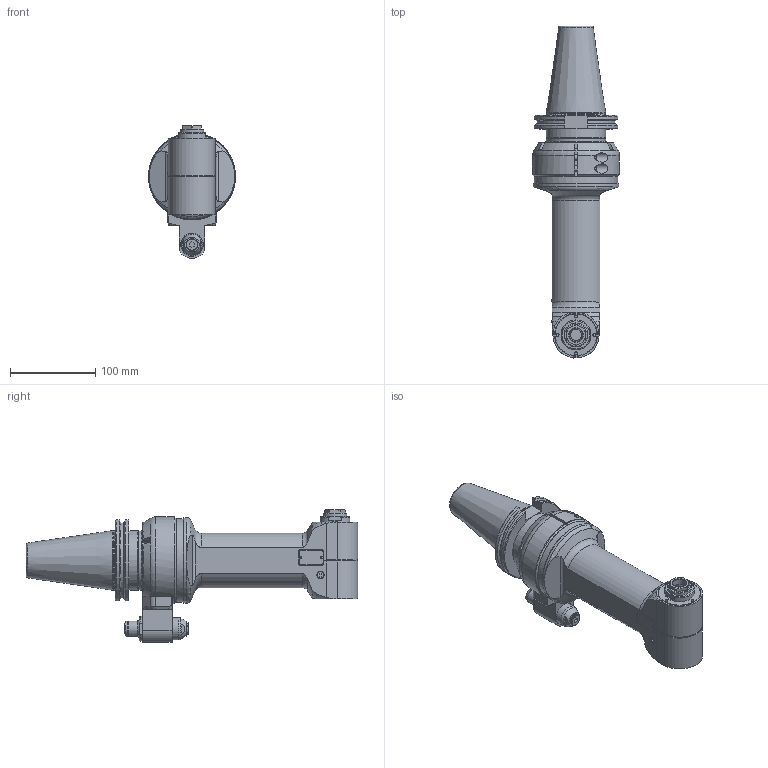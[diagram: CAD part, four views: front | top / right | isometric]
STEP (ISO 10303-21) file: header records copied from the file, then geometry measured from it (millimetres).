
FILE_DESCRIPTION(/* description */ (''),/* implementation_level */ '2;1');
FILE_NAME(/* name */ '9.F90.13L00-4C50.stp',/* time_stamp */ '2025-09-02T08:27:27-04:00',/* author */ ('jkrenzer'),/* organization */ (''),/* preprocessor_version */ 'ST-DEVELOPER v18.1',/* originating_system */ 'Autodesk Inventor 2022',/* authorisation */ '');
FILE_SCHEMA (('AUTOMOTIVE_DESIGN { 1 0 10303 214 3 1 1 }'));
Length unit declared in the file: millimetre
Products named in the file (3): 9.F90.13L00-4C50; 9.F90.13L00; 9GA11C_458  (EVO, Type 1, Cat50, 80mm)
Assembly tree (2 placements, depth 2):
  9.F90.13L00-4C50
    9.F90.13L00
    9GA11C_458  (EVO, Type 1, Cat50, 80mm)
Bounding box: 102 x 389 x 155.5 mm (x, y, z)
Volume: 1556840.2 mm3; surface area: 181559 mm2
Topology: 4 solids, 5 shells, 596 faces, 1486 edges, 958 vertices
Faces by surface type: plane 266, cylinder 158, cone 126, torus 40, sphere 4, bspline 2
Full cylindrical faces by diameter (mm): 2.5 x3, 2.6 x2, 3 x2, 3.2 x8, 3.3 x2, 4.2 x2, 5 x2, 6 x2, 6.5 x3, 7 x2, 8 x2, 8.5 x1, 8.821 x1, 9 x1, 9.2 x1, 9.525 x1, 10 x4, 10.4 x2, 11 x2, 12 x3, 12.5 x2, 12.8 x1, 13 x1, 13.5 x1, 14 x1, 16 x1, 18 x2, 20.5 x1, 21.8 x1, 21.963 x1
Entity records: 20842 total; most frequent: CARTESIAN_POINT 6374, DIRECTION 3049, ORIENTED_EDGE 2946, EDGE_CURVE 1473, AXIS2_PLACEMENT_3D 1195, VERTEX_POINT 958, EDGE_LOOP 681, LINE 659
